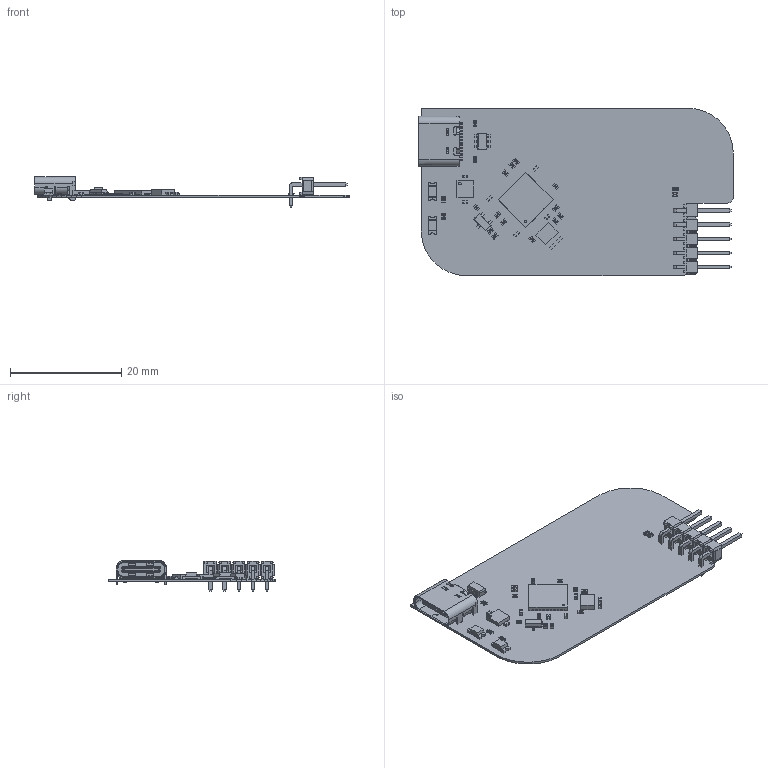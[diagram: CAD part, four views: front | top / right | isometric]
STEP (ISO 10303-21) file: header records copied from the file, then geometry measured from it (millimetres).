
FILE_DESCRIPTION(('Open CASCADE Model'),'2;1');
FILE_NAME('Open CASCADE Shape Model','2023-11-30T01:21:51',('Author'),( 'Open CASCADE'),'Open CASCADE STEP processor 7.5','Open CASCADE 7.5' ,'Unknown');
FILE_SCHEMA(('AUTOMOTIVE_DESIGN { 1 0 10303 214 1 1 1 1 }'));
Length unit declared in the file: millimetre
Products named in the file (51): PCB; Board; Open CASCADE STEP translator 7.5 3.1.1; R19; User Library-0402R; R18; U3; User Library-WSON-6; U1; User Library-QFN48_7x7; X1; TYPE-C-31-M-12--3DModel-STEP-56544; TYPE-C-31-M-12; U2; 6292242272; R14; R13; R9; R8; R7; R6; R5; R4; R3; R2; R1; C8; User Library-cap_0402; C7; C6; C5; C4; C3; C2; C1; T1; SOT-23; D2; User Library-LED 1206 BLUE; D1 ...
Assembly tree (76 placements, depth 4):
  PCB
    Board
      Open CASCADE STEP translator 7.5 3.1.1
    R19
      User Library-0402R
    R18
      User Library-0402R
    U3
      User Library-WSON-6
    U1
      User Library-QFN48_7x7
    X1
      TYPE-C-31-M-12--3DModel-STEP-56544
        TYPE-C-31-M-12
    U2
      6292242272
    R14
      User Library-0402R
    R13
      User Library-0402R
    R9
      User Library-0402R
    R8
      User Library-0402R
    R7
      User Library-0402R
    R6
      User Library-0402R
    R5
      User Library-0402R
    R4
      User Library-0402R
    R3
      User Library-0402R
    R2
      User Library-0402R
    R1
      User Library-0402R
    C8
      User Library-cap_0402
    C7
      User Library-cap_0402
    C6
      User Library-cap_0402
    C5
      User Library-cap_0402
    C4
      User Library-cap_0402
    C3
      User Library-cap_0402
    C2
      User Library-cap_0402
    C1
      User Library-cap_0402
    T1
      SOT-23
    D2
      User Library-LED 1206 BLUE
    D1
      User Library-LED 1206 BLUE
Bounding box: 56.45 x 30 x 5.51 mm (x, y, z)
Volume: 926.7 mm3; surface area: 4387.4 mm2
Topology: 124 solids, 124 shells, 7482 faces, 17566 edges, 9742 vertices
Faces by surface type: plane 2761, cylinder 2357, bspline 1102, sphere 1071, torus 171, cone 20
Entity records: 66526 total; most frequent: CARTESIAN_POINT 13094, ORIENTED_EDGE 9712, DIRECTION 9183, EDGE_CURVE 4856, LINE 4065, VECTOR 4065, VERTEX_POINT 3084, AXIS2_PLACEMENT_3D 2559
